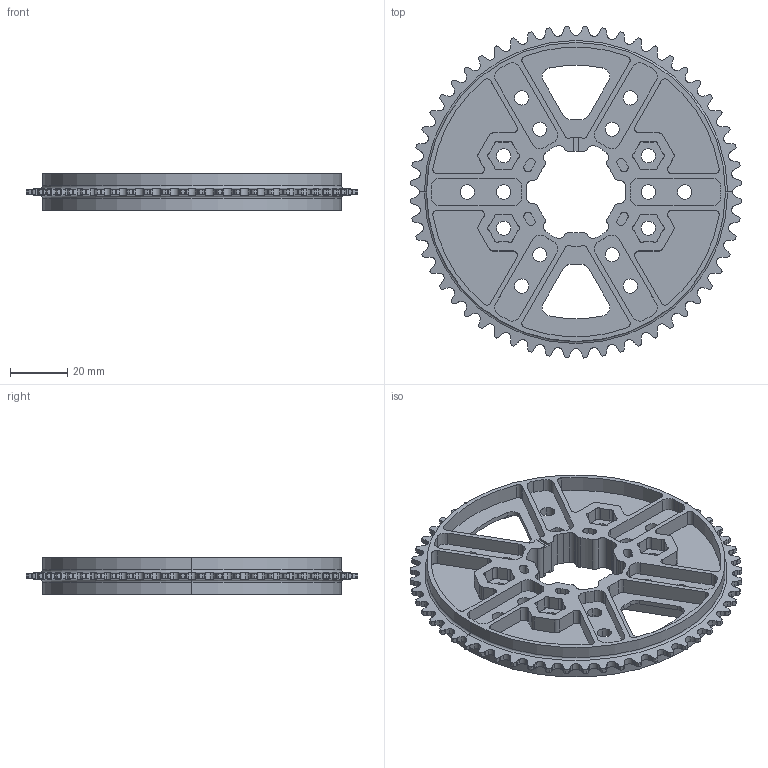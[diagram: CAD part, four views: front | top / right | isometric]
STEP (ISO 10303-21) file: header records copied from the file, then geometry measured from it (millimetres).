
FILE_DESCRIPTION (( 'STEP AP203' ), '1' );
FILE_NAME ('REV-21-3378.STEP', '2023-09-25T16:33:28', ( '' ), ( '' ), 'SwSTEP 2.0', 'SolidWorks 2022', '' );
FILE_SCHEMA (( 'CONFIG_CONTROL_DESIGN' ));
Length unit declared in the file: inch
Products named in the file (1): REV-21-3378
Bounding box: 116.42 x 116.42 x 12.7 mm (x, y, z)
Volume: 40130.6 mm3; surface area: 36591.3 mm2
Topology: 1 solids, 1 shells, 1059 faces, 3047 edges, 2028 vertices
Faces by surface type: cylinder 759, plane 292, torus 4, cone 4
Entity records: 37390 total; most frequent: CARTESIAN_POINT 10213, ORIENTED_EDGE 6094, DIRECTION 5231, EDGE_CURVE 3047, VERTEX_POINT 2028, AXIS2_PLACEMENT_3D 1972, LINE 1287, VECTOR 1287
